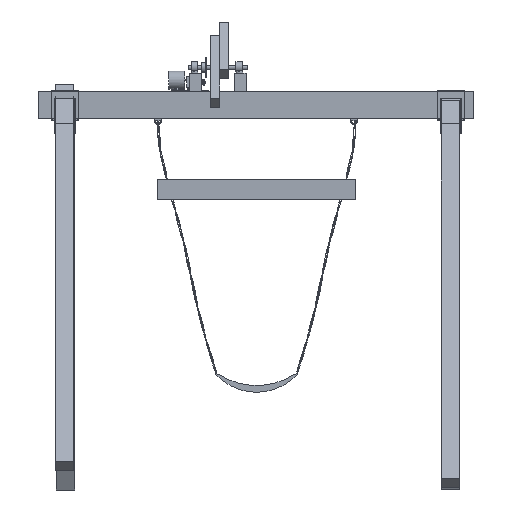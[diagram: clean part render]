
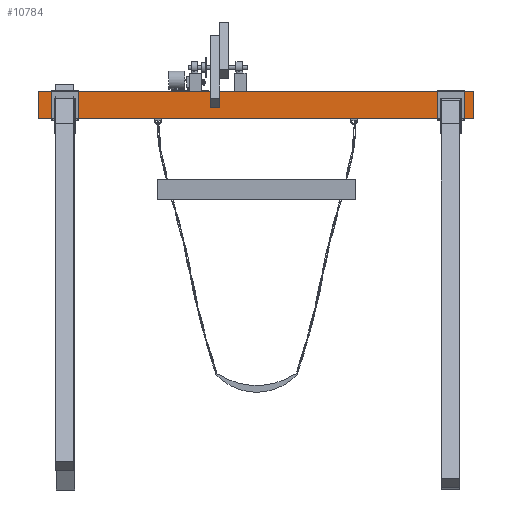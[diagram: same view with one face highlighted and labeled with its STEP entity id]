
A CAD part, front view. The second image highlights one B-rep face of the part: STEP entity #10784.
In plain terms, the highlighted planar face has unit normal (0, -1, 0).
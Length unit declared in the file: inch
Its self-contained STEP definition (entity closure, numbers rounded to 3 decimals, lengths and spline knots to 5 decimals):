
#1677=FACE_OUTER_BOUND('',#2311,.T.);
#2311=EDGE_LOOP('',(#8712,#8713,#8714,#8715));
#3362=LINE('',#15881,#4183);
#3365=LINE('',#15887,#4186);
#3366=LINE('',#15889,#4187);
#3367=LINE('',#15890,#4188);
#4183=VECTOR('',#13597,0.3937);
#4186=VECTOR('',#13602,0.3937);
#4187=VECTOR('',#13603,0.3937);
#4188=VECTOR('',#13604,0.3937);
#4876=VERTEX_POINT('',#15878);
#4877=VERTEX_POINT('',#15880);
#4879=VERTEX_POINT('',#15886);
#4880=VERTEX_POINT('',#15888);
#6223=EDGE_CURVE('',#4876,#4877,#3362,.T.);
#6226=EDGE_CURVE('',#4879,#4876,#3365,.T.);
#6227=EDGE_CURVE('',#4880,#4879,#3366,.T.);
#6228=EDGE_CURVE('',#4877,#4880,#3367,.T.);
#8712=ORIENTED_EDGE('',*,*,#6226,.F.);
#8713=ORIENTED_EDGE('',*,*,#6227,.F.);
#8714=ORIENTED_EDGE('',*,*,#6228,.F.);
#8715=ORIENTED_EDGE('',*,*,#6223,.F.);
#10427=PLANE('',#11705);
#10784=ADVANCED_FACE('',(#1677),#10427,.T.);
#11705=AXIS2_PLACEMENT_3D('',#15885,#13600,#13601);
#13597=DIRECTION('',(-1.,0.,0.));
#13600=DIRECTION('center_axis',(0.,-1.,0.));
#13601=DIRECTION('ref_axis',(1.,0.,0.));
#13602=DIRECTION('',(0.,0.,-1.));
#13603=DIRECTION('',(1.,0.,0.));
#13604=DIRECTION('',(0.,0.,1.));
#15878=CARTESIAN_POINT('',(48.,-2.,-3.));
#15880=CARTESIAN_POINT('',(-48.,-2.,-3.));
#15881=CARTESIAN_POINT('',(-48.,-2.,-3.));
#15885=CARTESIAN_POINT('Origin',(-48.,-2.,0.));
#15886=CARTESIAN_POINT('',(48.,-2.,3.));
#15887=CARTESIAN_POINT('',(48.,-2.,0.));
#15888=CARTESIAN_POINT('',(-48.,-2.,3.));
#15889=CARTESIAN_POINT('',(-48.,-2.,3.));
#15890=CARTESIAN_POINT('',(-48.,-2.,0.));
